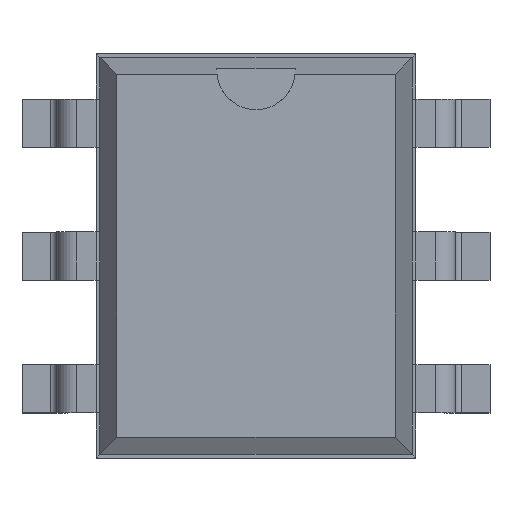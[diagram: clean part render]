
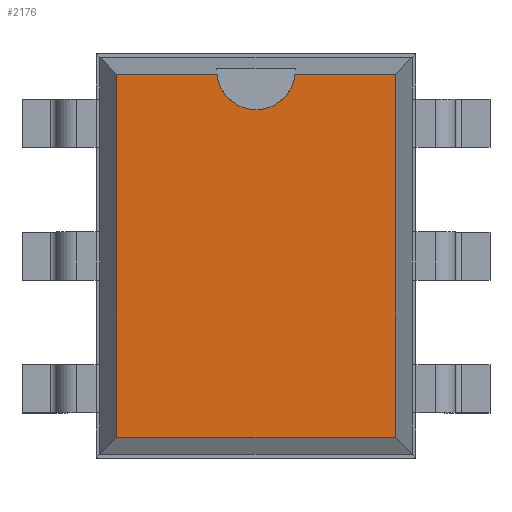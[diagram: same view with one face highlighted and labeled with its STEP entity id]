
A CAD part, top view. The second image highlights one B-rep face of the part: STEP entity #2176.
In plain terms, the highlighted planar face has unit normal (0, 0, 1).
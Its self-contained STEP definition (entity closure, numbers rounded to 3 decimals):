
#27=VECTOR('',#28,1.);
#28=DIRECTION('',(0.,1.,0.));
#34=VECTOR('',#35,1.);
#35=DIRECTION('',(-1.,0.,0.));
#41=VECTOR('',#42,1.);
#42=DIRECTION('',(0.,-1.,0.));
#46=VECTOR('',#47,1.);
#47=DIRECTION('',(1.,0.,0.));
#50=DIRECTION('',(0.,0.,-1.));
#581=DIRECTION('',(0.,0.,-1.));
#1495=VERTEX_POINT('',#1496);
#1496=CARTESIAN_POINT('',(2.661,3.471,3.68));
#1498=ORIENTED_EDGE('',*,*,#1499,.F.);
#1499=EDGE_CURVE('',#1500,#1495,#1502,.T.);
#1500=VERTEX_POINT('',#1501);
#1501=CARTESIAN_POINT('',(2.661,-3.471,3.68));
#1502=LINE('',#1501,#27);
#1811=VERTEX_POINT('',#1812);
#1812=CARTESIAN_POINT('',(-2.661,3.471,3.68));
#1814=ORIENTED_EDGE('',*,*,#1815,.F.);
#1815=EDGE_CURVE('',#1816,#1811,#1818,.T.);
#1816=VERTEX_POINT('',#1817);
#1817=CARTESIAN_POINT('',(-0.746,3.471,3.68));
#1818=LINE('',#1496,#34);
#1837=VERTEX_POINT('',#1838);
#1838=CARTESIAN_POINT('',(0.746,3.471,3.68));
#1844=ORIENTED_EDGE('',*,*,#1845,.F.);
#1845=EDGE_CURVE('',#1495,#1837,#1818,.T.);
#1862=VERTEX_POINT('',#1863);
#1863=CARTESIAN_POINT('',(-2.661,-3.471,3.68));
#1865=ORIENTED_EDGE('',*,*,#1866,.F.);
#1866=EDGE_CURVE('',#1811,#1862,#1867,.T.);
#1867=LINE('',#1812,#41);
#2171=ORIENTED_EDGE('',*,*,#2172,.F.);
#2172=EDGE_CURVE('',#1862,#1500,#2173,.T.);
#2173=LINE('',#1863,#46);
#2176=ADVANCED_FACE('',(#2177),#2188,.F.);
#2177=FACE_BOUND('',#2178,.F.);
#2178=EDGE_LOOP('',(#1498,#2171,#1865,#1814,#2179,#2186,#1844));
#2179=ORIENTED_EDGE('',*,*,#2180,.F.);
#2180=EDGE_CURVE('',#2181,#1816,#2183,.T.);
#2181=VERTEX_POINT('',#2182);
#2182=CARTESIAN_POINT('',(0.,2.796,3.68));
#2183=CIRCLE('',#2184,0.75);
#2184=AXIS2_PLACEMENT_3D('',#2185,#581,#42);
#2185=CARTESIAN_POINT('',(0.,3.546,3.68));
#2186=ORIENTED_EDGE('',*,*,#2187,.F.);
#2187=EDGE_CURVE('',#1837,#2181,#2183,.T.);
#2188=PLANE('',#2189);
#2189=AXIS2_PLACEMENT_3D('',#1501,#50,#2190);
#2190=DIRECTION('',(-0.608,0.794,0.));
